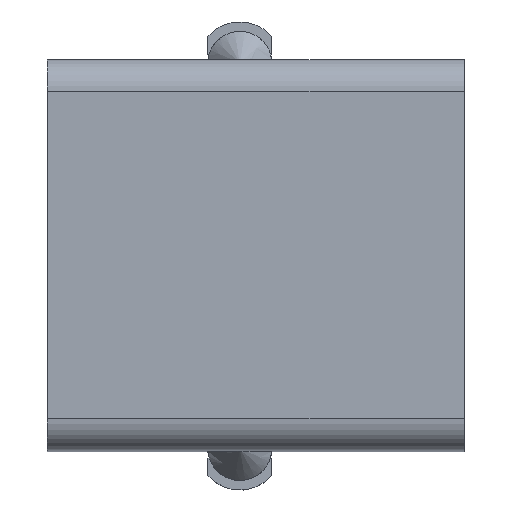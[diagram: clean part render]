
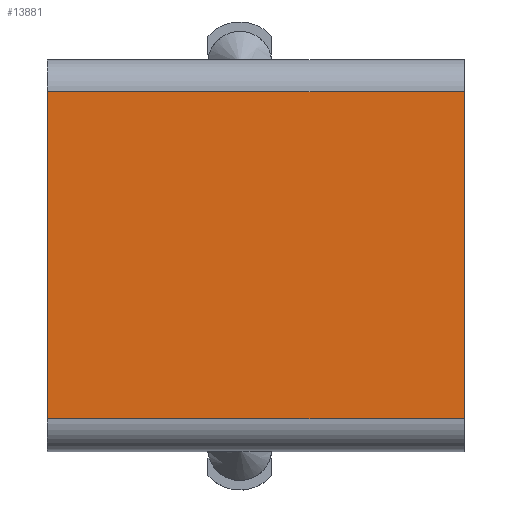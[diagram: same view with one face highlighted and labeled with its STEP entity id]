
A CAD part, top view. The second image highlights one B-rep face of the part: STEP entity #13881.
In plain terms, the highlighted planar face has unit normal (0, 0, 1).
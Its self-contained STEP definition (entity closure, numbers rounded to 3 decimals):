
#3488=DIRECTION('',(-1.,0.,0.));
#3489=VECTOR('',#3488,13.);
#3490=CARTESIAN_POINT('',(6.5,5.1,14.5));
#3491=LINE('',#3490,#3489);
#3492=DIRECTION('',(0.,1.,0.));
#3493=VECTOR('',#3492,10.2);
#3494=CARTESIAN_POINT('',(6.5,-5.1,14.5));
#3495=LINE('',#3494,#3493);
#3496=DIRECTION('',(1.,0.,0.));
#3497=VECTOR('',#3496,13.);
#3498=CARTESIAN_POINT('',(-6.5,-5.1,14.5));
#3499=LINE('',#3498,#3497);
#3500=DIRECTION('',(0.,-1.,0.));
#3501=VECTOR('',#3500,10.2);
#3502=CARTESIAN_POINT('',(-6.5,5.1,14.5));
#3503=LINE('',#3502,#3501);
#8157=CARTESIAN_POINT('',(-6.5,5.1,14.5));
#8159=VERTEX_POINT('',#8157);
#8163=CARTESIAN_POINT('',(6.5,5.1,14.5));
#8164=VERTEX_POINT('',#8163);
#8165=CARTESIAN_POINT('',(6.5,-5.1,14.5));
#8167=VERTEX_POINT('',#8165);
#8171=CARTESIAN_POINT('',(-6.5,-5.1,14.5));
#8172=VERTEX_POINT('',#8171);
#13869=CARTESIAN_POINT('',(0.,0.,14.5));
#13870=DIRECTION('',(0.,0.,1.));
#13871=DIRECTION('',(1.,0.,0.));
#13872=AXIS2_PLACEMENT_3D('',#13869,#13870,#13871);
#13873=PLANE('',#13872);
#13874=ORIENTED_EDGE('',*,*,#13857,.F.);
#13875=ORIENTED_EDGE('',*,*,#12225,.F.);
#13877=ORIENTED_EDGE('',*,*,#13876,.F.);
#13878=ORIENTED_EDGE('',*,*,#13349,.F.);
#13879=EDGE_LOOP('',(#13874,#13875,#13877,#13878));
#13880=FACE_OUTER_BOUND('',#13879,.F.);
#12225=EDGE_CURVE('',#8167,#8164,#3495,.T.);
#13349=EDGE_CURVE('',#8159,#8172,#3503,.T.);
#13857=EDGE_CURVE('',#8164,#8159,#3491,.T.);
#13876=EDGE_CURVE('',#8172,#8167,#3499,.T.);
#13881=ADVANCED_FACE('',(#13880),#13873,.T.);
